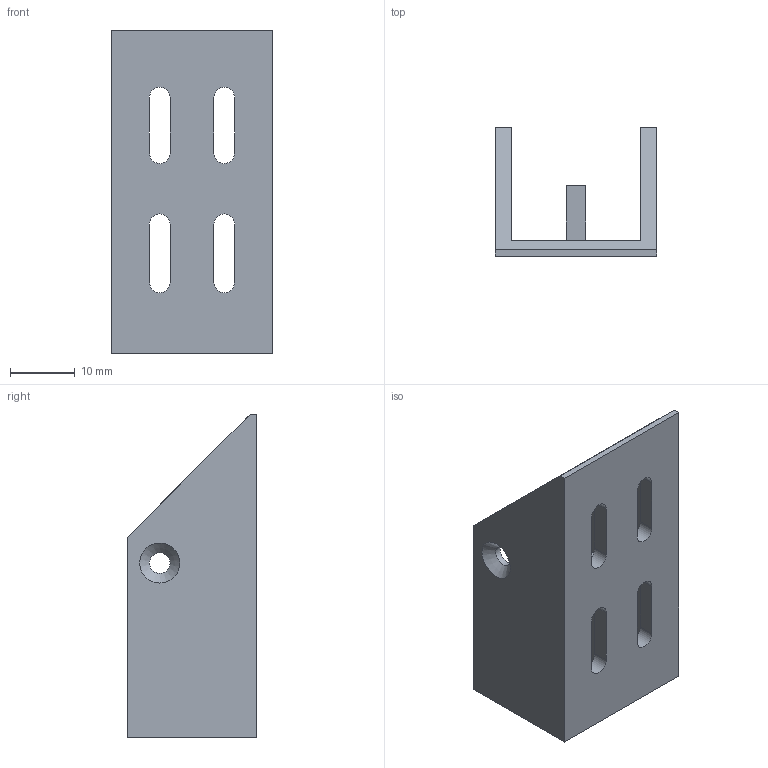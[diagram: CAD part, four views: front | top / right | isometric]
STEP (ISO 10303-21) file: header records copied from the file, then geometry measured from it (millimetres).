
FILE_DESCRIPTION((''),'2;1');
FILE_NAME('MSG-H1.stp','2012-11-22T14:03:52',('hartung_david'),(''),'Autodesk Inventor 2012','Autodesk Inventor 2012','');
FILE_SCHEMA(('AUTOMOTIVE_DESIGN { 1 0 10303 214 1 1 1 1 }'));
Length unit declared in the file: millimetre
Products named in the file (1): MSG-H1
Bounding box: 25 x 20 x 50 mm (x, y, z)
Volume: 6780 mm3; surface area: 6226.1 mm2
Topology: 1 solids, 1 shells, 35 faces, 99 edges, 66 vertices
Faces by surface type: plane 23, cylinder 10, cone 2
Full cylindrical faces by diameter (mm): 3.2 x2
Entity records: 1196 total; most frequent: CARTESIAN_POINT 193, DIRECTION 187, ORIENTED_EDGE 186, EDGE_CURVE 93, VECTOR 71, LINE 71, VERTEX_POINT 64, AXIS2_PLACEMENT_3D 58
